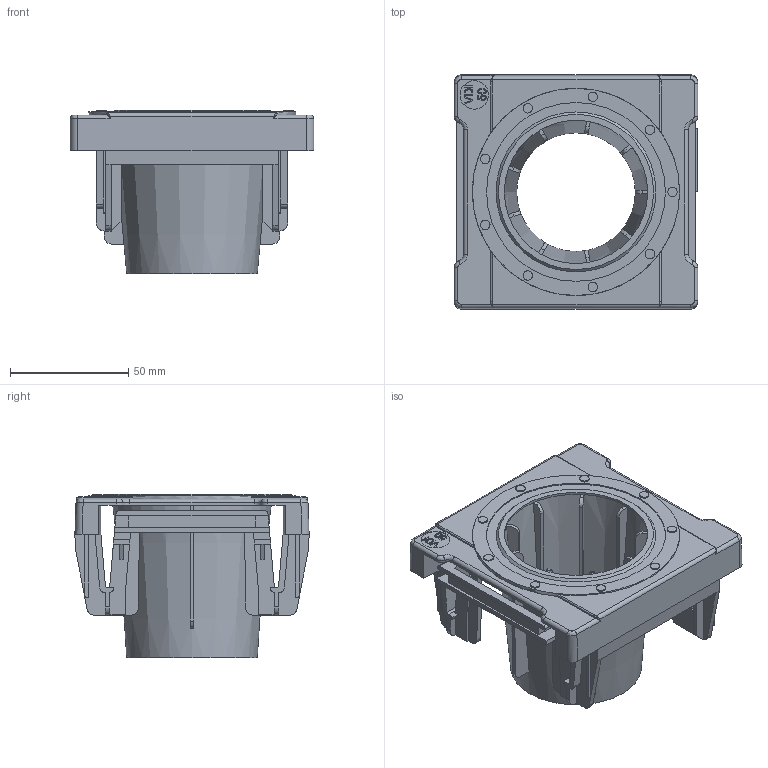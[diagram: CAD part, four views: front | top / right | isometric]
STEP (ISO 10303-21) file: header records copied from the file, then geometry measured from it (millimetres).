
FILE_DESCRIPTION(/* description */ ('Werkzeughaltereinsatz VDI 50 + Capto C6 kpl.'),/* implementation_level */ '2;1');
FILE_NAME(/* name */ '6557-01.stp',/* time_stamp */ '2024-03-13T15:55:40+01:00',/* author */ ('marvin.friedrich'),/* organization */ (''),/* preprocessor_version */ 'ST-DEVELOPER v18.1',/* originating_system */ 'Autodesk Inventor 2022',/* authorisation */ '');
FILE_SCHEMA (('AUTOMOTIVE_DESIGN { 1 0 10303 214 3 1 1 }'));
Length unit declared in the file: millimetre
Products named in the file (2): 6557-01; 0235-01
Assembly tree (1 placements, depth 2):
  6557-01
    0235-01
Bounding box: 103 x 99 x 69 mm (x, y, z)
Volume: 88208.2 mm3; surface area: 69740.7 mm2
Topology: 1 solids, 3 shells, 480 faces, 1267 edges, 808 vertices
Faces by surface type: plane 334, cylinder 90, bspline 37, cone 11, torus 8
Full cylindrical faces by diameter (mm): 4 x9, 12 x1, 60.6 x1, 75.6 x1, 87.6 x1
Entity records: 15035 total; most frequent: CARTESIAN_POINT 3268, ORIENTED_EDGE 2536, DIRECTION 2290, EDGE_CURVE 1268, LINE 918, VECTOR 918, VERTEX_POINT 808, AXIS2_PLACEMENT_3D 686
